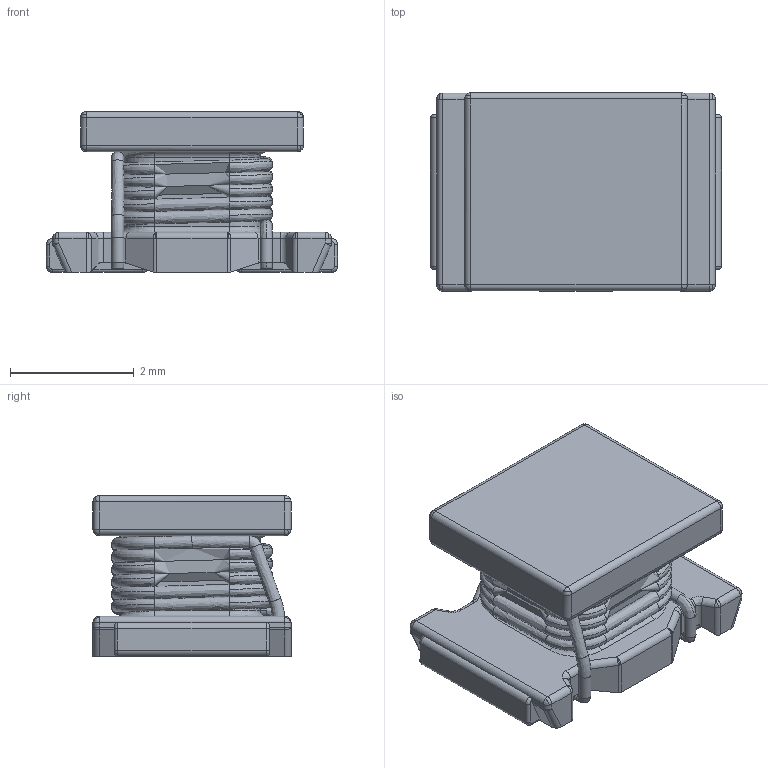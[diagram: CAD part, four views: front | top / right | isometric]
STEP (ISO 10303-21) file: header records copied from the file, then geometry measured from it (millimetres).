
FILE_DESCRIPTION (( 'STEP AP214' ), '1' );
FILE_NAME ('User Library-LQH43C.STEP', '2019-04-26T14:56:46', ( '' ), ( '' ), 'SwSTEP 2.0', 'SolidWorks 2019', '' );
FILE_SCHEMA (( 'AUTOMOTIVE_DESIGN' ));
Length unit declared in the file: millimetre
Products named in the file (1): User Library-LQH43C
Bounding box: 4.7 x 3.2 x 2.6 mm (x, y, z)
Volume: 24 mm3; surface area: 101.6 mm2
Topology: 2 solids, 2 shells, 350 faces, 951 edges, 553 vertices
Faces by surface type: bspline 189, cylinder 96, plane 65
Entity records: 25150 total; most frequent: CARTESIAN_POINT 16070, ORIENTED_EDGE 1810, DIRECTION 1134, EDGE_CURVE 905, VERTEX_POINT 556, AXIS2_PLACEMENT_3D 435, EDGE_LOOP 371, ADVANCED_FACE 350
